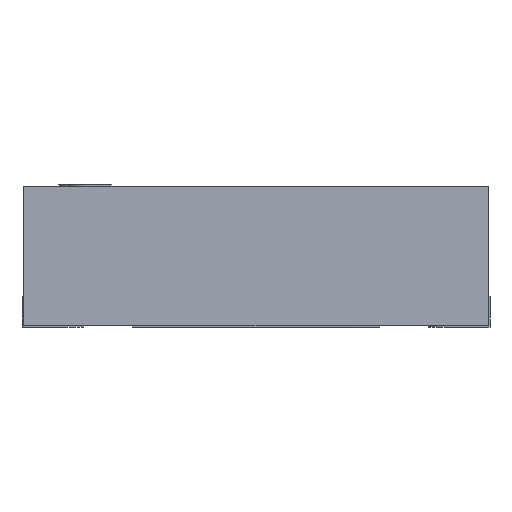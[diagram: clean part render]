
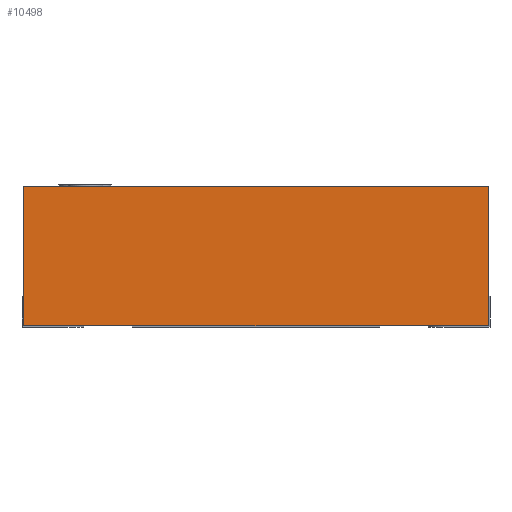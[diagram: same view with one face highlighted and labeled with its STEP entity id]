
A CAD part, left-side view. The second image highlights one B-rep face of the part: STEP entity #10498.
In plain terms, the highlighted planar face has unit normal (-1, 0, 0).
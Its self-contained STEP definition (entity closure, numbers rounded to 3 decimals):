
#2974 = CARTESIAN_POINT ( 'NONE',  ( -1.5, -1.5, 0.91 ) ) ;
#3158 = FACE_OUTER_BOUND ( 'NONE', #9469, .T. ) ;
#3368 = LINE ( 'NONE', #2974, #15404 ) ;
#3390 = EDGE_CURVE ( 'NONE', #14198, #12096, #3531, .T. ) ;
#3531 = LINE ( 'NONE', #17745, #15367 ) ;
#3586 = CARTESIAN_POINT ( 'NONE',  ( -1.5, 1.5, 0.91 ) ) ;
#3614 = ORIENTED_EDGE ( 'NONE', *, *, #16414, .T. ) ;
#4632 = ORIENTED_EDGE ( 'NONE', *, *, #13493, .F. ) ;
#4901 = VECTOR ( 'NONE', #14954, 1000. ) ;
#6620 = CARTESIAN_POINT ( 'NONE',  ( -1.5, -1.5, 0.91 ) ) ;
#7661 = DIRECTION ( 'NONE',  ( 0., 0., -1. ) ) ;
#8102 = LINE ( 'NONE', #11412, #8313 ) ;
#8313 = VECTOR ( 'NONE', #10066, 1000. ) ;
#9043 = ORIENTED_EDGE ( 'NONE', *, *, #3390, .T. ) ;
#9117 = DIRECTION ( 'NONE',  ( 0., 0., -1. ) ) ;
#9469 = EDGE_LOOP ( 'NONE', ( #9043, #4632, #9844, #3614 ) ) ;
#9844 = ORIENTED_EDGE ( 'NONE', *, *, #14506, .F. ) ;
#10066 = DIRECTION ( 'NONE',  ( 0., 0., -1. ) ) ;
#10498 = ADVANCED_FACE ( 'NONE', ( #3158 ), #14263, .F. ) ;
#10663 = CARTESIAN_POINT ( 'NONE',  ( -1.5, -1.5, 0.91 ) ) ;
#11017 = VERTEX_POINT ( 'NONE', #3586 ) ;
#11412 = CARTESIAN_POINT ( 'NONE',  ( -1.5, 1.5, 0.91 ) ) ;
#11544 = DIRECTION ( 'NONE',  ( 0., -1., 0. ) ) ;
#11588 = AXIS2_PLACEMENT_3D ( 'NONE', #10663, #16948, #9117 ) ;
#12096 = VERTEX_POINT ( 'NONE', #15047 ) ;
#13112 = LINE ( 'NONE', #17680, #4901 ) ;
#13493 = EDGE_CURVE ( 'NONE', #18790, #12096, #3368, .T. ) ;
#14198 = VERTEX_POINT ( 'NONE', #14883 ) ;
#14263 = PLANE ( 'NONE',  #11588 ) ;
#14506 = EDGE_CURVE ( 'NONE', #11017, #18790, #13112, .T. ) ;
#14883 = CARTESIAN_POINT ( 'NONE',  ( -1.5, 1.5, 0.01 ) ) ;
#14954 = DIRECTION ( 'NONE',  ( 0., -1., 0. ) ) ;
#15047 = CARTESIAN_POINT ( 'NONE',  ( -1.5, -1.5, 0.01 ) ) ;
#15367 = VECTOR ( 'NONE', #11544, 1000. ) ;
#15404 = VECTOR ( 'NONE', #7661, 1000. ) ;
#16414 = EDGE_CURVE ( 'NONE', #11017, #14198, #8102, .T. ) ;
#16948 = DIRECTION ( 'NONE',  ( 1., 0., 0. ) ) ;
#17680 = CARTESIAN_POINT ( 'NONE',  ( -1.5, -1.5, 0.91 ) ) ;
#17745 = CARTESIAN_POINT ( 'NONE',  ( -1.5, -1.5, 0.01 ) ) ;
#18790 = VERTEX_POINT ( 'NONE', #6620 ) ;
